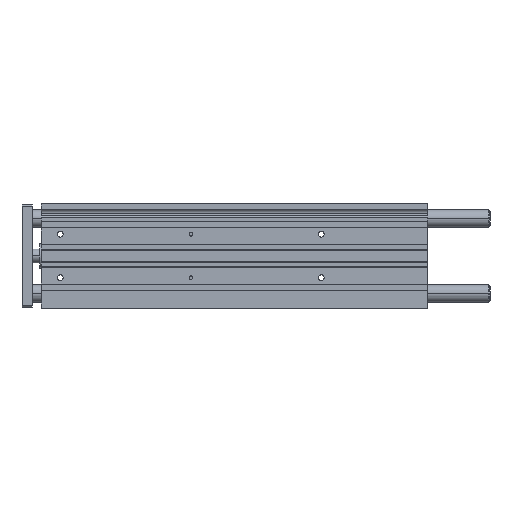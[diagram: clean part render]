
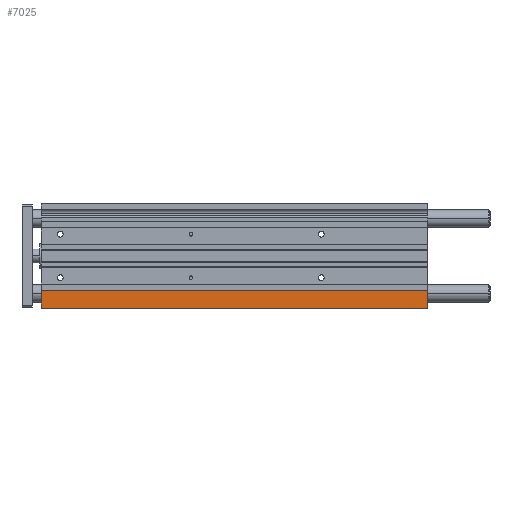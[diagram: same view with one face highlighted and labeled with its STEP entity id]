
A CAD part, top view. The second image highlights one B-rep face of the part: STEP entity #7025.
In plain terms, the highlighted planar face has unit normal (0, 0, 1).
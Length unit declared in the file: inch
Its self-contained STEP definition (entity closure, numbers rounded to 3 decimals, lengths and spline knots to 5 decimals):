
#3 = VECTOR ( 'NONE', #4644, 39.37008 ) ;
#726 = VECTOR ( 'NONE', #10039, 39.37008 ) ;
#1596 = EDGE_CURVE ( 'NONE', #2042, #6605, #11981, .T. ) ;
#2042 = VERTEX_POINT ( 'NONE', #9164 ) ;
#2308 = ORIENTED_EDGE ( 'NONE', *, *, #10717, .T. ) ;
#2334 = VERTEX_POINT ( 'NONE', #6058 ) ;
#2361 = ORIENTED_EDGE ( 'NONE', *, *, #10151, .T. ) ;
#2798 = AXIS2_PLACEMENT_3D ( 'NONE', #6367, #5398, #9099 ) ;
#2881 = DIRECTION ( 'NONE',  ( 0., -1., 0. ) ) ;
#3501 = LINE ( 'NONE', #6400, #3 ) ;
#3649 = PLANE ( 'NONE',  #2798 ) ;
#4030 = DIRECTION ( 'NONE',  ( -1., 0., 0. ) ) ;
#4644 = DIRECTION ( 'NONE',  ( -1., 0., 0. ) ) ;
#5008 = EDGE_CURVE ( 'NONE', #6605, #2334, #3501, .T. ) ;
#5089 = VERTEX_POINT ( 'NONE', #6280 ) ;
#5211 = VECTOR ( 'NONE', #2881, 39.37008 ) ;
#5398 = DIRECTION ( 'NONE',  ( 0., 0., -1. ) ) ;
#5611 = VECTOR ( 'NONE', #4030, 39.37008 ) ;
#5909 = ORIENTED_EDGE ( 'NONE', *, *, #5008, .F. ) ;
#6058 = CARTESIAN_POINT ( 'NONE',  ( 0., -2.3622, 1.06299 ) ) ;
#6246 = FACE_OUTER_BOUND ( 'NONE', #8262, .T. ) ;
#6280 = CARTESIAN_POINT ( 'NONE',  ( 0., -1.56496, 1.06299 ) ) ;
#6281 = CARTESIAN_POINT ( 'NONE',  ( 17.48031, -1.56496, 1.06299 ) ) ;
#6367 = CARTESIAN_POINT ( 'NONE',  ( 17.48031, -1.56496, 1.06299 ) ) ;
#6400 = CARTESIAN_POINT ( 'NONE',  ( 17.48031, -2.3622, 1.06299 ) ) ;
#6605 = VERTEX_POINT ( 'NONE', #9178 ) ;
#6689 = LINE ( 'NONE', #6811, #5611 ) ;
#6811 = CARTESIAN_POINT ( 'NONE',  ( 17.48031, -1.56496, 1.06299 ) ) ;
#7025 = ADVANCED_FACE ( 'NONE', ( #6246 ), #3649, .F. ) ;
#7336 = ORIENTED_EDGE ( 'NONE', *, *, #1596, .F. ) ;
#7603 = LINE ( 'NONE', #11313, #5211 ) ;
#8262 = EDGE_LOOP ( 'NONE', ( #2361, #5909, #7336, #2308 ) ) ;
#9099 = DIRECTION ( 'NONE',  ( 0., -1., 0. ) ) ;
#9164 = CARTESIAN_POINT ( 'NONE',  ( 17.48031, -1.56496, 1.06299 ) ) ;
#9178 = CARTESIAN_POINT ( 'NONE',  ( 17.48031, -2.3622, 1.06299 ) ) ;
#10039 = DIRECTION ( 'NONE',  ( 0., -1., 0. ) ) ;
#10151 = EDGE_CURVE ( 'NONE', #5089, #2334, #7603, .T. ) ;
#10717 = EDGE_CURVE ( 'NONE', #2042, #5089, #6689, .T. ) ;
#11313 = CARTESIAN_POINT ( 'NONE',  ( 0., -1.56496, 1.06299 ) ) ;
#11981 = LINE ( 'NONE', #6281, #726 ) ;
